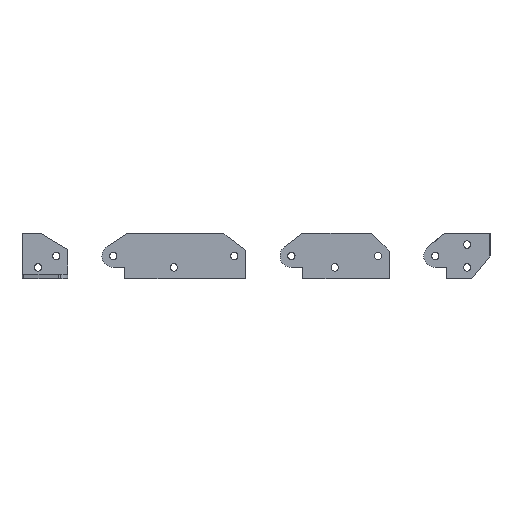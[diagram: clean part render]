
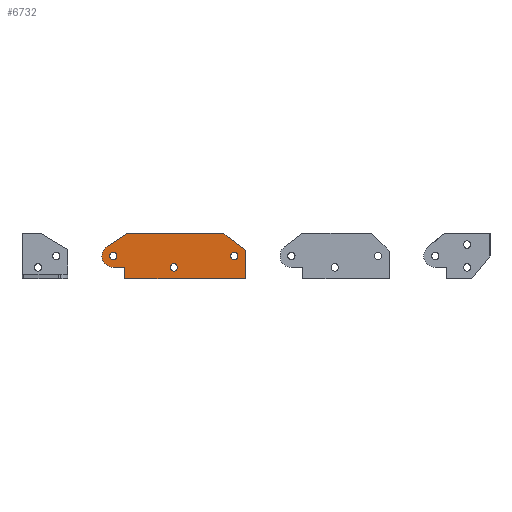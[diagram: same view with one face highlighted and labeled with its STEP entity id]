
A CAD part, front view. The second image highlights one B-rep face of the part: STEP entity #6732.
In plain terms, the highlighted planar face has unit normal (0, -1, 0).
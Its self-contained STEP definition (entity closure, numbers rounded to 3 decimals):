
#358=FACE_BOUND('',#1192,.T.);
#359=FACE_BOUND('',#1193,.T.);
#360=FACE_BOUND('',#1194,.T.);
#696=FACE_OUTER_BOUND('',#1191,.T.);
#1191=EDGE_LOOP('',(#5990,#5991,#5992,#5993,#5994,#5995,#5996,#5997));
#1192=EDGE_LOOP('',(#5998));
#1193=EDGE_LOOP('',(#5999));
#1194=EDGE_LOOP('',(#6000));
#1459=CIRCLE('',#7383,5.);
#1461=CIRCLE('',#7394,1.6);
#1462=CIRCLE('',#7396,1.6);
#1463=CIRCLE('',#7398,1.6);
#2072=LINE('',#11023,#2738);
#2079=LINE('',#11041,#2745);
#2083=LINE('',#11049,#2749);
#2087=LINE('',#11057,#2753);
#2091=LINE('',#11065,#2757);
#2102=LINE('',#11098,#2768);
#2103=LINE('',#11100,#2769);
#2738=VECTOR('',#9101,10.);
#2745=VECTOR('',#9120,10.);
#2749=VECTOR('',#9128,10.);
#2753=VECTOR('',#9136,10.);
#2757=VECTOR('',#9144,10.);
#2768=VECTOR('',#9181,10.);
#2769=VECTOR('',#9184,10.);
#3355=VERTEX_POINT('',#11020);
#3356=VERTEX_POINT('',#11022);
#3359=VERTEX_POINT('',#11032);
#3361=VERTEX_POINT('',#11040);
#3363=VERTEX_POINT('',#11048);
#3365=VERTEX_POINT('',#11056);
#3367=VERTEX_POINT('',#11064);
#3369=VERTEX_POINT('',#11070);
#3370=VERTEX_POINT('',#11074);
#3371=VERTEX_POINT('',#11078);
#3376=VERTEX_POINT('',#11096);
#4220=EDGE_CURVE('',#3356,#3355,#2072,.T.);
#4225=EDGE_CURVE('',#3356,#3359,#1459,.T.);
#4229=EDGE_CURVE('',#3361,#3359,#2079,.T.);
#4233=EDGE_CURVE('',#3361,#3363,#2083,.T.);
#4237=EDGE_CURVE('',#3363,#3365,#2087,.T.);
#4241=EDGE_CURVE('',#3365,#3367,#2091,.T.);
#4245=EDGE_CURVE('',#3369,#3369,#1461,.T.);
#4247=EDGE_CURVE('',#3370,#3370,#1462,.T.);
#4249=EDGE_CURVE('',#3371,#3371,#1463,.T.);
#4258=EDGE_CURVE('',#3355,#3376,#2102,.T.);
#4259=EDGE_CURVE('',#3367,#3376,#2103,.T.);
#5990=ORIENTED_EDGE('',*,*,#4225,.F.);
#5991=ORIENTED_EDGE('',*,*,#4220,.T.);
#5992=ORIENTED_EDGE('',*,*,#4258,.T.);
#5993=ORIENTED_EDGE('',*,*,#4259,.F.);
#5994=ORIENTED_EDGE('',*,*,#4241,.F.);
#5995=ORIENTED_EDGE('',*,*,#4237,.F.);
#5996=ORIENTED_EDGE('',*,*,#4233,.F.);
#5997=ORIENTED_EDGE('',*,*,#4229,.T.);
#5998=ORIENTED_EDGE('',*,*,#4249,.F.);
#5999=ORIENTED_EDGE('',*,*,#4247,.F.);
#6000=ORIENTED_EDGE('',*,*,#4245,.F.);
#6380=PLANE('',#7408);
#6732=ADVANCED_FACE('',(#696,#358,#359,#360),#6380,.F.);
#7383=AXIS2_PLACEMENT_3D('',#11033,#9110,#9111);
#7394=AXIS2_PLACEMENT_3D('',#11072,#9150,#9151);
#7396=AXIS2_PLACEMENT_3D('',#11076,#9155,#9156);
#7398=AXIS2_PLACEMENT_3D('',#11080,#9160,#9161);
#7408=AXIS2_PLACEMENT_3D('',#11103,#9188,#9189);
#9101=DIRECTION('',(1.,0.,0.));
#9110=DIRECTION('center_axis',(0.,1.,0.));
#9111=DIRECTION('ref_axis',(1.,0.,0.));
#9120=DIRECTION('',(-0.839,0.,-0.545));
#9128=DIRECTION('',(1.,0.,0.));
#9136=DIRECTION('',(0.8,0.,-0.6));
#9144=DIRECTION('',(0.,0.,-1.));
#9150=DIRECTION('center_axis',(0.,-1.,0.));
#9151=DIRECTION('ref_axis',(1.,0.,0.));
#9155=DIRECTION('center_axis',(0.,-1.,0.));
#9156=DIRECTION('ref_axis',(1.,0.,0.));
#9160=DIRECTION('center_axis',(0.,-1.,0.));
#9161=DIRECTION('ref_axis',(1.,0.,0.));
#9181=DIRECTION('',(0.,0.,-1.));
#9184=DIRECTION('',(-1.,0.,0.));
#9188=DIRECTION('center_axis',(0.,1.,0.));
#9189=DIRECTION('ref_axis',(1.,0.,0.));
#11020=CARTESIAN_POINT('',(-53.,-52.,5.));
#11022=CARTESIAN_POINT('',(-58.,-52.,5.));
#11023=CARTESIAN_POINT('',(-58.,-52.,5.));
#11032=CARTESIAN_POINT('',(-60.723,-52.,14.193));
#11033=CARTESIAN_POINT('Origin',(-58.,-52.,10.));
#11040=CARTESIAN_POINT('',(-51.782,-52.,20.));
#11041=CARTESIAN_POINT('',(-51.782,-52.,20.));
#11048=CARTESIAN_POINT('',(-10.,-52.,20.));
#11049=CARTESIAN_POINT('',(-51.782,-52.,20.));
#11056=CARTESIAN_POINT('',(0.,-52.,12.5));
#11057=CARTESIAN_POINT('',(-10.,-52.,20.));
#11064=CARTESIAN_POINT('',(0.,-52.,0.));
#11065=CARTESIAN_POINT('',(0.,-52.,12.5));
#11070=CARTESIAN_POINT('',(-59.6,-52.,10.));
#11072=CARTESIAN_POINT('Origin',(-58.,-52.,10.));
#11074=CARTESIAN_POINT('',(-6.6,-52.,10.));
#11076=CARTESIAN_POINT('Origin',(-5.,-52.,10.));
#11078=CARTESIAN_POINT('',(-33.1,-52.,5.));
#11080=CARTESIAN_POINT('Origin',(-31.5,-52.,5.));
#11096=CARTESIAN_POINT('',(-53.,-52.,0.));
#11098=CARTESIAN_POINT('',(-53.,-52.,5.));
#11100=CARTESIAN_POINT('',(0.,-52.,0.));
#11103=CARTESIAN_POINT('Origin',(-31.5,-52.,10.));
